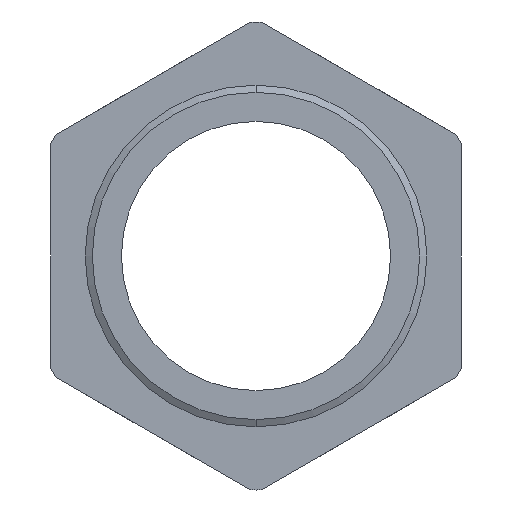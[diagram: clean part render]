
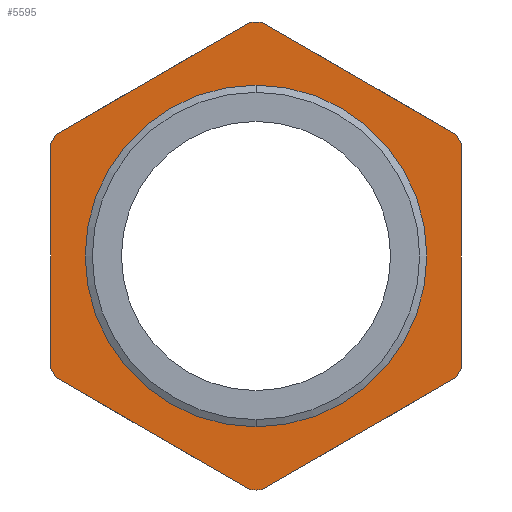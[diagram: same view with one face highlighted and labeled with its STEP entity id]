
A CAD part, front view. The second image highlights one B-rep face of the part: STEP entity #5595.
In plain terms, the highlighted planar face has unit normal (0, -1, 0).
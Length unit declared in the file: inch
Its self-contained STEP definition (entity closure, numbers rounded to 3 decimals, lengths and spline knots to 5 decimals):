
#1821 = CARTESIAN_POINT ( 'NONE',  ( 0., 0.22755, 0.315 ) ) ;
#1822 = DIRECTION ( 'NONE',  ( 0., 0., -1. ) ) ;
#1823 = DIRECTION ( 'NONE',  ( 0., -1., 0. ) ) ;
#1824 = CARTESIAN_POINT ( 'NONE',  ( 0., 0.22755, 0. ) ) ;
#1825 = AXIS2_PLACEMENT_3D ( 'NONE', #1824, #1823, #1822 ) ;
#1826 = CARTESIAN_POINT ( 'NONE',  ( 0., 0.22755, -0.315 ) ) ;
#1832 = CIRCLE ( 'NONE', #1825, 0.315 ) ;
#2308 = CARTESIAN_POINT ( 'NONE',  ( -0.01026, 0.22755, -0.45018 ) ) ;
#2309 = DIRECTION ( 'NONE',  ( 0., 0., -1. ) ) ;
#2310 = DIRECTION ( 'NONE',  ( 0., -1., 0. ) ) ;
#2311 = CARTESIAN_POINT ( 'NONE',  ( 0., 0.22755, 0. ) ) ;
#2312 = AXIS2_PLACEMENT_3D ( 'NONE', #2311, #2310, #2309 ) ;
#2313 = CIRCLE ( 'NONE', #2312, 0.4503 ) ;
#2314 = CARTESIAN_POINT ( 'NONE',  ( 0., 0.22755, -0.4503 ) ) ;
#2366 = CARTESIAN_POINT ( 'NONE',  ( 0.38474, 0.22755, -0.23398 ) ) ;
#2377 = DIRECTION ( 'NONE',  ( 0., 0., -1. ) ) ;
#2378 = DIRECTION ( 'NONE',  ( 0., -1., 0. ) ) ;
#2379 = CARTESIAN_POINT ( 'NONE',  ( 0., 0.22755, 0. ) ) ;
#2380 = AXIS2_PLACEMENT_3D ( 'NONE', #2379, #2378, #2377 ) ;
#2381 = CIRCLE ( 'NONE', #2380, 0.4503 ) ;
#2382 = CARTESIAN_POINT ( 'NONE',  ( 0.38474, 0.22755, 0.23398 ) ) ;
#2402 = CARTESIAN_POINT ( 'NONE',  ( 0.395, 0.22755, 0.21621 ) ) ;
#2498 = DIRECTION ( 'NONE',  ( 0., 0., -1. ) ) ;
#2499 = DIRECTION ( 'NONE',  ( 0., -1., 0. ) ) ;
#2500 = CARTESIAN_POINT ( 'NONE',  ( 0., 0.22755, 0. ) ) ;
#2501 = AXIS2_PLACEMENT_3D ( 'NONE', #2500, #2499, #2498 ) ;
#2502 = CIRCLE ( 'NONE', #2501, 0.4503 ) ;
#2503 = CARTESIAN_POINT ( 'NONE',  ( 0.395, 0.22755, -0.21621 ) ) ;
#2514 = VERTEX_POINT ( 'NONE', #6789 ) ;
#2643 = CIRCLE ( 'NONE', #2711, 0.315 ) ;
#2708 = DIRECTION ( 'NONE',  ( 0., 0., -1. ) ) ;
#2709 = DIRECTION ( 'NONE',  ( 0., -1., 0. ) ) ;
#2710 = CARTESIAN_POINT ( 'NONE',  ( 0., 0.22755, 0. ) ) ;
#2711 = AXIS2_PLACEMENT_3D ( 'NONE', #2710, #2709, #2708 ) ;
#2794 = DIRECTION ( 'NONE',  ( 0., 0., -1. ) ) ;
#2795 = DIRECTION ( 'NONE',  ( 0., -1., 0. ) ) ;
#2796 = AXIS2_PLACEMENT_3D ( 'NONE', #2798, #2795, #2794 ) ;
#2798 = CARTESIAN_POINT ( 'NONE',  ( 0.315, 0.22755, 0. ) ) ;
#2799 = PLANE ( 'NONE',  #2796 ) ;
#2800 = FACE_OUTER_BOUND ( 'NONE', #5523, .T. ) ;
#2801 = FACE_BOUND ( 'NONE', #5520, .T. ) ;
#2915 = VERTEX_POINT ( 'NONE', #6832 ) ;
#2924 = EDGE_CURVE ( 'NONE', #5334, #2915, #6827, .T. ) ;
#2927 = VERTEX_POINT ( 'NONE', #6822 ) ;
#3154 = VERTEX_POINT ( 'NONE', #6821 ) ;
#3263 = VERTEX_POINT ( 'NONE', #6861 ) ;
#3383 = VERTEX_POINT ( 'NONE', #6848 ) ;
#3388 = VERTEX_POINT ( 'NONE', #6847 ) ;
#3407 = EDGE_CURVE ( 'NONE', #3154, #2927, #6845, .T. ) ;
#3469 = EDGE_CURVE ( 'NONE', #2514, #3383, #6890, .T. ) ;
#3596 = EDGE_CURVE ( 'NONE', #5374, #3388, #6866, .T. ) ;
#3779 = EDGE_CURVE ( 'NONE', #3388, #3263, #6900, .T. ) ;
#4102 = EDGE_CURVE ( 'NONE', #2927, #2514, #6971, .T. ) ;
#4108 = EDGE_CURVE ( 'NONE', #2915, #5381, #6953, .T. ) ;
#4115 = EDGE_CURVE ( 'NONE', #3263, #3154, #7020, .T. ) ;
#4137 = EDGE_CURVE ( 'NONE', #5439, #5395, #7038, .T. ) ;
#4145 = EDGE_CURVE ( 'NONE', #3383, #5337, #7069, .T. ) ;
#5106 = EDGE_CURVE ( 'NONE', #5107, #5108, #1832, .T. ) ;
#5107 = VERTEX_POINT ( 'NONE', #1826 ) ;
#5108 = VERTEX_POINT ( 'NONE', #1821 ) ;
#5334 = VERTEX_POINT ( 'NONE', #2314 ) ;
#5336 = EDGE_CURVE ( 'NONE', #5337, #5334, #2313, .T. ) ;
#5337 = VERTEX_POINT ( 'NONE', #2308 ) ;
#5374 = VERTEX_POINT ( 'NONE', #2382 ) ;
#5376 = EDGE_CURVE ( 'NONE', #5395, #5374, #2381, .T. ) ;
#5381 = VERTEX_POINT ( 'NONE', #2366 ) ;
#5395 = VERTEX_POINT ( 'NONE', #2402 ) ;
#5439 = VERTEX_POINT ( 'NONE', #2503 ) ;
#5441 = EDGE_CURVE ( 'NONE', #5381, #5439, #2502, .T. ) ;
#5520 = EDGE_LOOP ( 'NONE', ( #5521, #5522 ) ) ;
#5521 = ORIENTED_EDGE ( 'NONE', *, *, #5106, .F. ) ;
#5522 = ORIENTED_EDGE ( 'NONE', *, *, #5532, .F. ) ;
#5523 = EDGE_LOOP ( 'NONE', ( #5524, #5579, #5580, #5581, #5582, #5583, #5584, #5585, #5586, #5587, #5588, #5589, #5566 ) ) ;
#5524 = ORIENTED_EDGE ( 'NONE', *, *, #5441, .T. ) ;
#5532 = EDGE_CURVE ( 'NONE', #5108, #5107, #2643, .T. ) ;
#5566 = ORIENTED_EDGE ( 'NONE', *, *, #4108, .T. ) ;
#5579 = ORIENTED_EDGE ( 'NONE', *, *, #4137, .T. ) ;
#5580 = ORIENTED_EDGE ( 'NONE', *, *, #5376, .T. ) ;
#5581 = ORIENTED_EDGE ( 'NONE', *, *, #3596, .T. ) ;
#5582 = ORIENTED_EDGE ( 'NONE', *, *, #3779, .T. ) ;
#5583 = ORIENTED_EDGE ( 'NONE', *, *, #4115, .T. ) ;
#5584 = ORIENTED_EDGE ( 'NONE', *, *, #3407, .T. ) ;
#5585 = ORIENTED_EDGE ( 'NONE', *, *, #4102, .T. ) ;
#5586 = ORIENTED_EDGE ( 'NONE', *, *, #3469, .T. ) ;
#5587 = ORIENTED_EDGE ( 'NONE', *, *, #4145, .T. ) ;
#5588 = ORIENTED_EDGE ( 'NONE', *, *, #5336, .T. ) ;
#5589 = ORIENTED_EDGE ( 'NONE', *, *, #2924, .T. ) ;
#5595 = ADVANCED_FACE ( 'NONE', ( #2801, #2800 ), #2799, .T. ) ;
#6789 = CARTESIAN_POINT ( 'NONE',  ( -0.395, 0.22755, -0.21621 ) ) ;
#6821 = CARTESIAN_POINT ( 'NONE',  ( -0.38474, 0.22755, 0.23398 ) ) ;
#6822 = CARTESIAN_POINT ( 'NONE',  ( -0.395, 0.22755, 0.21621 ) ) ;
#6823 = DIRECTION ( 'NONE',  ( 0., 0., -1. ) ) ;
#6824 = DIRECTION ( 'NONE',  ( 0., -1., 0. ) ) ;
#6825 = CARTESIAN_POINT ( 'NONE',  ( 0., 0.22755, 0. ) ) ;
#6826 = AXIS2_PLACEMENT_3D ( 'NONE', #6825, #6824, #6823 ) ;
#6827 = CIRCLE ( 'NONE', #6826, 0.4503 ) ;
#6832 = CARTESIAN_POINT ( 'NONE',  ( 0.01026, 0.22755, -0.45018 ) ) ;
#6841 = DIRECTION ( 'NONE',  ( 0., 0., -1. ) ) ;
#6842 = DIRECTION ( 'NONE',  ( 0., -1., 0. ) ) ;
#6843 = CARTESIAN_POINT ( 'NONE',  ( 0., 0.22755, 0. ) ) ;
#6844 = AXIS2_PLACEMENT_3D ( 'NONE', #6843, #6842, #6841 ) ;
#6845 = CIRCLE ( 'NONE', #6844, 0.4503 ) ;
#6847 = CARTESIAN_POINT ( 'NONE',  ( 0.01026, 0.22755, 0.45018 ) ) ;
#6848 = CARTESIAN_POINT ( 'NONE',  ( -0.38474, 0.22755, -0.23398 ) ) ;
#6861 = CARTESIAN_POINT ( 'NONE',  ( -0.01026, 0.22755, 0.45018 ) ) ;
#6865 = CARTESIAN_POINT ( 'NONE',  ( 0.43375, 0.22755, 0.20568 ) ) ;
#6866 = LINE ( 'NONE', #6865, #6916 ) ;
#6886 = DIRECTION ( 'NONE',  ( 0., 0., -1. ) ) ;
#6887 = DIRECTION ( 'NONE',  ( 0., -1., 0. ) ) ;
#6888 = CARTESIAN_POINT ( 'NONE',  ( 0., 0.22755, 0. ) ) ;
#6889 = AXIS2_PLACEMENT_3D ( 'NONE', #6888, #6887, #6886 ) ;
#6890 = CIRCLE ( 'NONE', #6889, 0.4503 ) ;
#6896 = DIRECTION ( 'NONE',  ( 0., 0., -1. ) ) ;
#6897 = DIRECTION ( 'NONE',  ( 0., -1., 0. ) ) ;
#6898 = CARTESIAN_POINT ( 'NONE',  ( 0., 0.22755, 0. ) ) ;
#6899 = AXIS2_PLACEMENT_3D ( 'NONE', #6898, #6897, #6896 ) ;
#6900 = CIRCLE ( 'NONE', #6899, 0.4503 ) ;
#6915 = DIRECTION ( 'NONE',  ( -0.866, 0., 0.5 ) ) ;
#6916 = VECTOR ( 'NONE', #6915, 39.37008 ) ;
#6952 = CARTESIAN_POINT ( 'NONE',  ( 0.43375, 0.22755, -0.20568 ) ) ;
#6953 = LINE ( 'NONE', #6952, #6993 ) ;
#6968 = DIRECTION ( 'NONE',  ( 0., 0., -1. ) ) ;
#6969 = VECTOR ( 'NONE', #6968, 39.37008 ) ;
#6970 = CARTESIAN_POINT ( 'NONE',  ( -0.395, 0.22755, 0. ) ) ;
#6971 = LINE ( 'NONE', #6970, #6969 ) ;
#6992 = DIRECTION ( 'NONE',  ( 0.866, 0., 0.5 ) ) ;
#6993 = VECTOR ( 'NONE', #6992, 39.37008 ) ;
#7017 = DIRECTION ( 'NONE',  ( -0.866, 0., -0.5 ) ) ;
#7018 = VECTOR ( 'NONE', #7017, 39.37008 ) ;
#7019 = CARTESIAN_POINT ( 'NONE',  ( 0.03875, 0.22755, 0.47848 ) ) ;
#7020 = LINE ( 'NONE', #7019, #7018 ) ;
#7035 = DIRECTION ( 'NONE',  ( 0., 0., 1. ) ) ;
#7036 = VECTOR ( 'NONE', #7035, 39.37008 ) ;
#7037 = CARTESIAN_POINT ( 'NONE',  ( 0.395, 0.22755, 0. ) ) ;
#7038 = LINE ( 'NONE', #7037, #7036 ) ;
#7066 = DIRECTION ( 'NONE',  ( 0.866, 0., -0.5 ) ) ;
#7067 = VECTOR ( 'NONE', #7066, 39.37008 ) ;
#7068 = CARTESIAN_POINT ( 'NONE',  ( 0.03875, 0.22755, -0.47848 ) ) ;
#7069 = LINE ( 'NONE', #7068, #7067 ) ;
